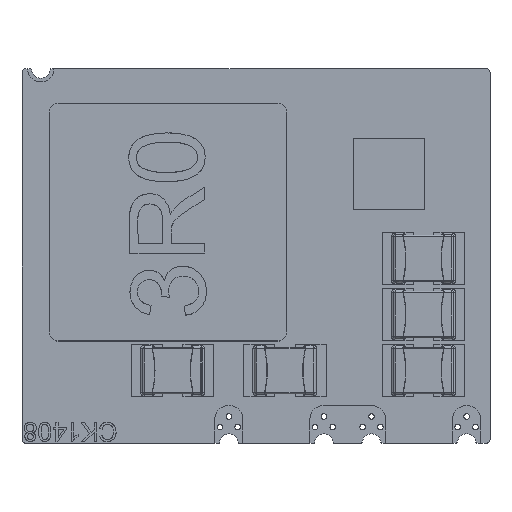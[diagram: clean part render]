
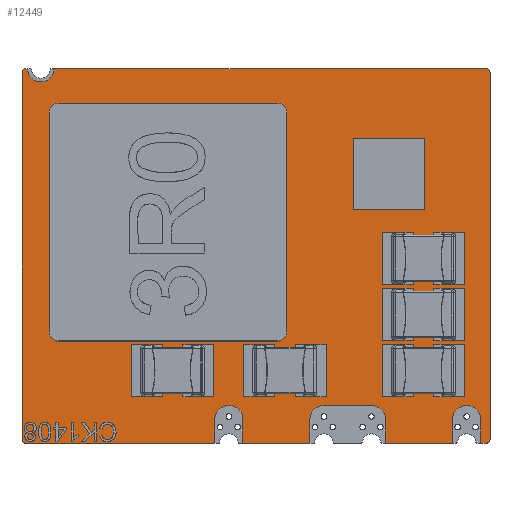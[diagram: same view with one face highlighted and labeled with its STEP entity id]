
A CAD part, top view. The second image highlights one B-rep face of the part: STEP entity #12449.
In plain terms, the highlighted planar face has unit normal (0, 0, 1).
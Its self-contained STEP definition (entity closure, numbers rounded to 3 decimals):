
#700=PLANE('',#13555);
#1218=FACE_OUTER_BOUND('',#1958,.T.);
#1958=EDGE_LOOP('',(#10076,#10077,#10078,#10079,#10080,#10081,#10082,#10083,
#10084,#10085,#10086,#10087,#10088,#10089,#10090,#10091,#10092,#10093,#10094,
#10095,#10096,#10097,#10098,#10099,#10100,#10101,#10102,#10103));
#2735=LINE('',#26407,#3636);
#2739=LINE('',#26419,#3640);
#2743=LINE('',#26431,#3644);
#2745=LINE('',#26435,#3646);
#2746=LINE('',#26437,#3647);
#2747=LINE('',#26441,#3648);
#2748=LINE('',#26445,#3649);
#2749=LINE('',#26447,#3650);
#2750=LINE('',#26449,#3651);
#2751=LINE('',#26453,#3652);
#2752=LINE('',#26457,#3653);
#2753=LINE('',#26459,#3654);
#2754=LINE('',#26463,#3655);
#2755=LINE('',#26467,#3656);
#2756=LINE('',#26471,#3657);
#2757=LINE('',#26475,#3658);
#2758=LINE('',#26478,#3659);
#3636=VECTOR('',#15479,10.);
#3640=VECTOR('',#15491,10.);
#3644=VECTOR('',#15503,10.);
#3646=VECTOR('',#15507,10.);
#3647=VECTOR('',#15508,10.);
#3648=VECTOR('',#15511,10.);
#3649=VECTOR('',#15514,10.);
#3650=VECTOR('',#15515,10.);
#3651=VECTOR('',#15516,10.);
#3652=VECTOR('',#15519,10.);
#3653=VECTOR('',#15522,10.);
#3654=VECTOR('',#15523,10.);
#3655=VECTOR('',#15526,10.);
#3656=VECTOR('',#15529,10.);
#3657=VECTOR('',#15532,10.);
#3658=VECTOR('',#15535,10.);
#3659=VECTOR('',#15538,10.);
#4460=CIRCLE('',#13549,0.7);
#4462=CIRCLE('',#13553,0.7);
#4463=CIRCLE('',#13556,0.7);
#4464=CIRCLE('',#13557,0.7);
#4465=CIRCLE('',#13558,0.7);
#4466=CIRCLE('',#13559,0.7);
#4467=CIRCLE('',#13560,0.2);
#4468=CIRCLE('',#13561,0.2);
#4469=CIRCLE('',#13562,0.7);
#4470=CIRCLE('',#13563,0.2);
#4471=CIRCLE('',#13564,0.2);
#5704=VERTEX_POINT('',#26404);
#5705=VERTEX_POINT('',#26406);
#5707=VERTEX_POINT('',#26412);
#5709=VERTEX_POINT('',#26418);
#5711=VERTEX_POINT('',#26424);
#5713=VERTEX_POINT('',#26430);
#5714=VERTEX_POINT('',#26434);
#5715=VERTEX_POINT('',#26436);
#5716=VERTEX_POINT('',#26438);
#5717=VERTEX_POINT('',#26440);
#5718=VERTEX_POINT('',#26442);
#5719=VERTEX_POINT('',#26444);
#5720=VERTEX_POINT('',#26446);
#5721=VERTEX_POINT('',#26448);
#5722=VERTEX_POINT('',#26450);
#5723=VERTEX_POINT('',#26452);
#5724=VERTEX_POINT('',#26454);
#5725=VERTEX_POINT('',#26456);
#5726=VERTEX_POINT('',#26458);
#5727=VERTEX_POINT('',#26460);
#5728=VERTEX_POINT('',#26462);
#5729=VERTEX_POINT('',#26464);
#5730=VERTEX_POINT('',#26466);
#5731=VERTEX_POINT('',#26468);
#5732=VERTEX_POINT('',#26470);
#5733=VERTEX_POINT('',#26472);
#5734=VERTEX_POINT('',#26474);
#5735=VERTEX_POINT('',#26476);
#7260=EDGE_CURVE('',#5705,#5704,#2735,.T.);
#7263=EDGE_CURVE('',#5707,#5705,#4460,.T.);
#7266=EDGE_CURVE('',#5709,#5707,#2739,.T.);
#7269=EDGE_CURVE('',#5711,#5709,#4462,.T.);
#7272=EDGE_CURVE('',#5713,#5711,#2743,.T.);
#7274=EDGE_CURVE('',#5714,#5704,#2745,.T.);
#7275=EDGE_CURVE('',#5714,#5715,#2746,.T.);
#7276=EDGE_CURVE('',#5715,#5716,#4463,.T.);
#7277=EDGE_CURVE('',#5716,#5717,#2747,.T.);
#7278=EDGE_CURVE('',#5717,#5718,#4464,.T.);
#7279=EDGE_CURVE('',#5718,#5719,#2748,.T.);
#7280=EDGE_CURVE('',#5720,#5719,#2749,.T.);
#7281=EDGE_CURVE('',#5720,#5721,#2750,.T.);
#7282=EDGE_CURVE('',#5722,#5721,#4465,.T.);
#7283=EDGE_CURVE('',#5722,#5723,#2751,.T.);
#7284=EDGE_CURVE('',#5724,#5723,#4466,.T.);
#7285=EDGE_CURVE('',#5724,#5725,#2752,.T.);
#7286=EDGE_CURVE('',#5726,#5725,#2753,.T.);
#7287=EDGE_CURVE('',#5726,#5727,#4467,.T.);
#7288=EDGE_CURVE('',#5728,#5727,#2754,.T.);
#7289=EDGE_CURVE('',#5728,#5729,#4468,.T.);
#7290=EDGE_CURVE('',#5729,#5730,#2755,.T.);
#7291=EDGE_CURVE('',#5731,#5730,#4469,.T.);
#7292=EDGE_CURVE('',#5732,#5731,#2756,.T.);
#7293=EDGE_CURVE('',#5732,#5733,#4470,.T.);
#7294=EDGE_CURVE('',#5734,#5733,#2757,.T.);
#7295=EDGE_CURVE('',#5734,#5735,#4471,.T.);
#7296=EDGE_CURVE('',#5713,#5735,#2758,.T.);
#10076=ORIENTED_EDGE('',*,*,#7272,.T.);
#10077=ORIENTED_EDGE('',*,*,#7269,.T.);
#10078=ORIENTED_EDGE('',*,*,#7266,.T.);
#10079=ORIENTED_EDGE('',*,*,#7263,.T.);
#10080=ORIENTED_EDGE('',*,*,#7260,.T.);
#10081=ORIENTED_EDGE('',*,*,#7274,.F.);
#10082=ORIENTED_EDGE('',*,*,#7275,.T.);
#10083=ORIENTED_EDGE('',*,*,#7276,.T.);
#10084=ORIENTED_EDGE('',*,*,#7277,.T.);
#10085=ORIENTED_EDGE('',*,*,#7278,.T.);
#10086=ORIENTED_EDGE('',*,*,#7279,.T.);
#10087=ORIENTED_EDGE('',*,*,#7280,.F.);
#10088=ORIENTED_EDGE('',*,*,#7281,.T.);
#10089=ORIENTED_EDGE('',*,*,#7282,.F.);
#10090=ORIENTED_EDGE('',*,*,#7283,.T.);
#10091=ORIENTED_EDGE('',*,*,#7284,.F.);
#10092=ORIENTED_EDGE('',*,*,#7285,.T.);
#10093=ORIENTED_EDGE('',*,*,#7286,.F.);
#10094=ORIENTED_EDGE('',*,*,#7287,.T.);
#10095=ORIENTED_EDGE('',*,*,#7288,.F.);
#10096=ORIENTED_EDGE('',*,*,#7289,.T.);
#10097=ORIENTED_EDGE('',*,*,#7290,.T.);
#10098=ORIENTED_EDGE('',*,*,#7291,.F.);
#10099=ORIENTED_EDGE('',*,*,#7292,.F.);
#10100=ORIENTED_EDGE('',*,*,#7293,.T.);
#10101=ORIENTED_EDGE('',*,*,#7294,.F.);
#10102=ORIENTED_EDGE('',*,*,#7295,.T.);
#10103=ORIENTED_EDGE('',*,*,#7296,.F.);
#12449=ADVANCED_FACE('',(#1218),#700,.T.);
#13549=AXIS2_PLACEMENT_3D('',#26413,#15485,#15486);
#13553=AXIS2_PLACEMENT_3D('',#26425,#15497,#15498);
#13555=AXIS2_PLACEMENT_3D('',#26433,#15505,#15506);
#13556=AXIS2_PLACEMENT_3D('',#26439,#15509,#15510);
#13557=AXIS2_PLACEMENT_3D('',#26443,#15512,#15513);
#13558=AXIS2_PLACEMENT_3D('',#26451,#15517,#15518);
#13559=AXIS2_PLACEMENT_3D('',#26455,#15520,#15521);
#13560=AXIS2_PLACEMENT_3D('',#26461,#15524,#15525);
#13561=AXIS2_PLACEMENT_3D('',#26465,#15527,#15528);
#13562=AXIS2_PLACEMENT_3D('',#26469,#15530,#15531);
#13563=AXIS2_PLACEMENT_3D('',#26473,#15533,#15534);
#13564=AXIS2_PLACEMENT_3D('',#26477,#15536,#15537);
#15479=DIRECTION('',(0.,-1.,0.));
#15485=DIRECTION('center_axis',(0.,0.,-1.));
#15486=DIRECTION('ref_axis',(1.,0.,0.));
#15491=DIRECTION('',(1.,0.,0.));
#15497=DIRECTION('center_axis',(0.,0.,-1.));
#15498=DIRECTION('ref_axis',(0.,1.,0.));
#15503=DIRECTION('',(0.,1.,0.));
#15505=DIRECTION('center_axis',(0.,0.,1.));
#15506=DIRECTION('ref_axis',(1.,0.,0.));
#15507=DIRECTION('',(-1.,0.,0.));
#15508=DIRECTION('',(0.,1.,0.));
#15509=DIRECTION('center_axis',(0.,0.,-1.));
#15510=DIRECTION('ref_axis',(0.,1.,0.));
#15511=DIRECTION('',(1.,0.,0.));
#15512=DIRECTION('center_axis',(0.,0.,-1.));
#15513=DIRECTION('ref_axis',(1.,0.,0.));
#15514=DIRECTION('',(0.,-1.,0.));
#15515=DIRECTION('',(-1.,0.,0.));
#15516=DIRECTION('',(0.,1.,0.));
#15517=DIRECTION('center_axis',(0.,0.,1.));
#15518=DIRECTION('ref_axis',(0.,1.,0.));
#15519=DIRECTION('',(1.,0.,0.));
#15520=DIRECTION('center_axis',(0.,0.,1.));
#15521=DIRECTION('ref_axis',(1.,0.,0.));
#15522=DIRECTION('',(0.,-1.,0.));
#15523=DIRECTION('',(-1.,0.,0.));
#15524=DIRECTION('center_axis',(0.,0.,1.));
#15525=DIRECTION('ref_axis',(0.,-1.,0.));
#15526=DIRECTION('',(0.,-1.,0.));
#15527=DIRECTION('center_axis',(0.,0.,1.));
#15528=DIRECTION('ref_axis',(1.,0.,0.));
#15529=DIRECTION('',(-1.,0.,0.));
#15530=DIRECTION('center_axis',(0.,0.,1.));
#15531=DIRECTION('ref_axis',(-1.,0.,0.));
#15532=DIRECTION('',(1.,0.,0.));
#15533=DIRECTION('center_axis',(0.,0.,1.));
#15534=DIRECTION('ref_axis',(0.,1.,0.));
#15535=DIRECTION('',(0.,1.,0.));
#15536=DIRECTION('center_axis',(0.,0.,1.));
#15537=DIRECTION('ref_axis',(-1.,0.,0.));
#15538=DIRECTION('',(-1.,0.,0.));
#26404=CARTESIAN_POINT('',(14.343,2.643,0.));
#26406=CARTESIAN_POINT('',(14.343,3.943,0.));
#26407=CARTESIAN_POINT('',(14.343,8.293,0.));
#26412=CARTESIAN_POINT('',(13.643,4.643,0.));
#26413=CARTESIAN_POINT('Origin',(13.643,3.943,0.));
#26418=CARTESIAN_POINT('',(13.543,4.643,0.));
#26419=CARTESIAN_POINT('',(14.293,4.643,0.));
#26424=CARTESIAN_POINT('',(12.843,3.943,0.));
#26425=CARTESIAN_POINT('Origin',(13.543,3.943,0.));
#26430=CARTESIAN_POINT('',(12.843,2.643,0.));
#26431=CARTESIAN_POINT('',(12.843,7.643,0.));
#26433=CARTESIAN_POINT('Origin',(15.043,12.643,0.));
#26434=CARTESIAN_POINT('',(17.923,2.643,0.));
#26435=CARTESIAN_POINT('',(18.126,2.643,0.));
#26436=CARTESIAN_POINT('',(17.923,3.943,0.));
#26437=CARTESIAN_POINT('',(17.923,7.643,0.));
#26438=CARTESIAN_POINT('',(18.623,4.643,0.));
#26439=CARTESIAN_POINT('Origin',(18.623,3.943,0.));
#26440=CARTESIAN_POINT('',(21.263,4.643,0.));
#26441=CARTESIAN_POINT('',(16.833,4.643,0.));
#26442=CARTESIAN_POINT('',(21.963,3.943,0.));
#26443=CARTESIAN_POINT('Origin',(21.263,3.943,0.));
#26444=CARTESIAN_POINT('',(21.963,2.643,0.));
#26445=CARTESIAN_POINT('',(21.963,8.293,0.));
#26446=CARTESIAN_POINT('',(25.543,2.643,0.));
#26447=CARTESIAN_POINT('',(25.746,2.643,0.));
#26448=CARTESIAN_POINT('',(25.543,3.943,0.));
#26449=CARTESIAN_POINT('',(25.543,2.643,0.));
#26450=CARTESIAN_POINT('',(26.243,4.643,0.));
#26451=CARTESIAN_POINT('Origin',(26.243,3.943,0.));
#26452=CARTESIAN_POINT('',(26.343,4.643,0.));
#26453=CARTESIAN_POINT('',(26.243,4.643,0.));
#26454=CARTESIAN_POINT('',(27.043,3.943,0.));
#26455=CARTESIAN_POINT('Origin',(26.343,3.943,0.));
#26456=CARTESIAN_POINT('',(27.043,2.643,0.));
#26457=CARTESIAN_POINT('',(27.043,3.943,0.));
#26458=CARTESIAN_POINT('',(27.343,2.643,0.));
#26459=CARTESIAN_POINT('',(27.343,2.643,0.));
#26460=CARTESIAN_POINT('',(27.543,2.843,0.));
#26461=CARTESIAN_POINT('Origin',(27.343,2.843,0.));
#26462=CARTESIAN_POINT('',(27.543,22.443,0.));
#26463=CARTESIAN_POINT('',(27.543,22.443,0.));
#26464=CARTESIAN_POINT('',(27.343,22.643,0.));
#26465=CARTESIAN_POINT('Origin',(27.343,22.443,0.));
#26466=CARTESIAN_POINT('',(4.243,22.643,0.));
#26467=CARTESIAN_POINT('',(27.343,22.643,0.));
#26468=CARTESIAN_POINT('',(2.843,22.643,0.));
#26469=CARTESIAN_POINT('Origin',(3.543,22.643,0.));
#26470=CARTESIAN_POINT('',(2.743,22.643,0.));
#26471=CARTESIAN_POINT('',(2.743,22.643,0.));
#26472=CARTESIAN_POINT('',(2.543,22.443,0.));
#26473=CARTESIAN_POINT('Origin',(2.743,22.443,0.));
#26474=CARTESIAN_POINT('',(2.543,2.843,0.));
#26475=CARTESIAN_POINT('',(2.543,2.843,0.));
#26476=CARTESIAN_POINT('',(2.743,2.643,0.));
#26477=CARTESIAN_POINT('Origin',(2.743,2.843,0.));
#26478=CARTESIAN_POINT('',(13.046,2.643,0.));
